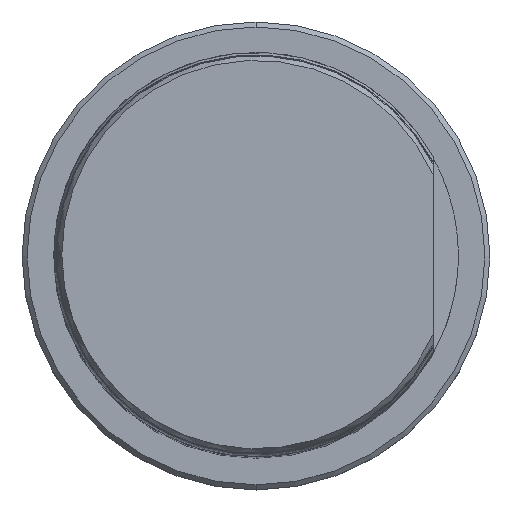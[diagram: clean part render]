
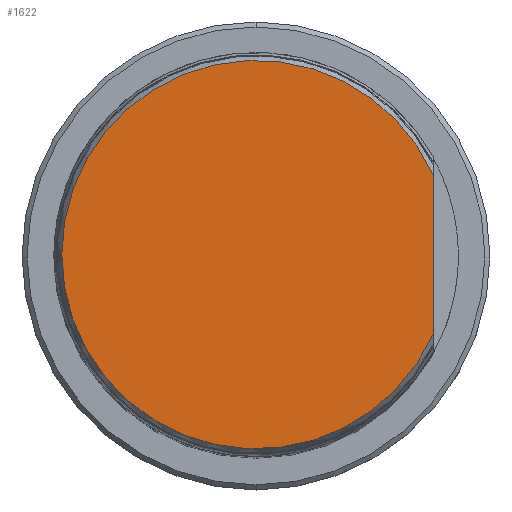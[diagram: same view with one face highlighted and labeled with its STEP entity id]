
A CAD part, top view. The second image highlights one B-rep face of the part: STEP entity #1622.
In plain terms, the highlighted planar face has unit normal (0, 0, 1).
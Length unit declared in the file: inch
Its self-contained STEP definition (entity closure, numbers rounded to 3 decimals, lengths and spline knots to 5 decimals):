
#876=CARTESIAN_POINT('',(0.,0.,2.3622));
#877=DIRECTION('',(0.,0.,1.));
#878=DIRECTION('',(0.912,0.411,0.));
#879=AXIS2_PLACEMENT_3D('',#876,#877,#878);
#904=DIRECTION('',(0.,-1.,0.));
#905=VECTOR('',#904,0.49676);
#906=CARTESIAN_POINT('',(0.55128,0.24838,2.3622));
#907=LINE('',#906,#905);
#1128=CARTESIAN_POINT('',(0.55128,0.24838,
2.3622));
#1129=CARTESIAN_POINT('',(0.55128,-0.24838,
2.3622));
#1130=VERTEX_POINT('',#1128);
#1131=VERTEX_POINT('',#1129);
#1612=CARTESIAN_POINT('',(0.,0.,2.3622));
#1613=DIRECTION('',(0.,0.,-1.));
#1614=DIRECTION('',(0.,-1.,0.));
#1615=AXIS2_PLACEMENT_3D('',#1612,#1613,#1614);
#1616=PLANE('',#1615);
#1618=ORIENTED_EDGE('',*,*,#1617,.T.);
#1619=ORIENTED_EDGE('',*,*,#1602,.F.);
#1620=EDGE_LOOP('',(#1618,#1619));
#1621=FACE_OUTER_BOUND('',#1620,.F.);
#880=CIRCLE('',#879,0.60465);
#1602=EDGE_CURVE('',#1130,#1131,#880,.T.);
#1617=EDGE_CURVE('',#1130,#1131,#907,.T.);
#1622=ADVANCED_FACE('',(#1621),#1616,.F.);
